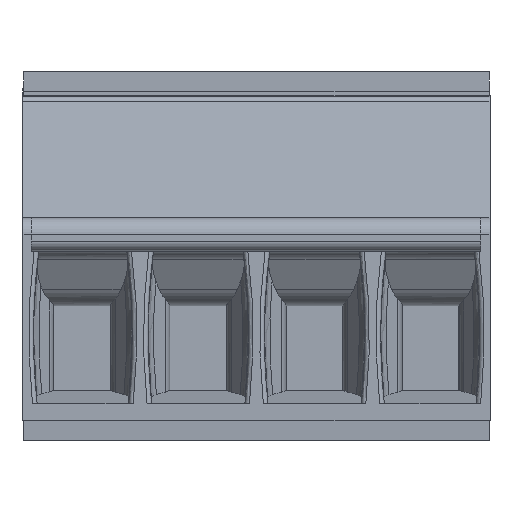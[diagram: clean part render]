
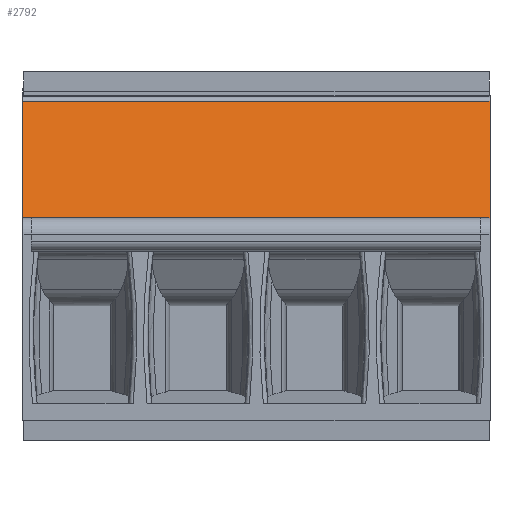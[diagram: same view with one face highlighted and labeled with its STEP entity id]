
A CAD part, front view. The second image highlights one B-rep face of the part: STEP entity #2792.
In plain terms, the highlighted planar face has unit normal (0, -0.966, 0.259).
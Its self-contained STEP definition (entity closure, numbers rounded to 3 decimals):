
#2792=ADVANCED_FACE('',(#5630),#5631,.T.);
#5630=FACE_OUTER_BOUND('',#9491,.T.);
#5631=PLANE('',#9492);
#9491=EDGE_LOOP('',(#16104,#16105,#16106,#16107));
#9492=AXIS2_PLACEMENT_3D('',#16108,#16109,#16110);
#16104=ORIENTED_EDGE('',*,*,#19466,.T.);
#16105=ORIENTED_EDGE('',*,*,#18503,.F.);
#16106=ORIENTED_EDGE('',*,*,#19467,.T.);
#16107=ORIENTED_EDGE('',*,*,#19468,.T.);
#16108=CARTESIAN_POINT('',(-3.184,0.57,6.7));
#16109=DIRECTION('',(0.,-0.966,0.259));
#16110=DIRECTION('',(-1.0,0.,0.0));
#18503=EDGE_CURVE('',#21717,#21719,#21720,.T.);
#19466=EDGE_CURVE('',#23062,#21719,#23063,.T.);
#19467=EDGE_CURVE('',#21717,#23064,#23065,.T.);
#19468=EDGE_CURVE('',#23064,#23062,#23066,.T.);
#21717=VERTEX_POINT('',#26776);
#21719=VERTEX_POINT('',#26778);
#21720=LINE('',#26779,#26780);
#23062=VERTEX_POINT('',#30499);
#23063=LINE('',#30500,#30501);
#23064=VERTEX_POINT('',#30502);
#23065=LINE('',#30503,#30504);
#23066=LINE('',#30505,#30506);
#26776=CARTESIAN_POINT('',(14.095,1.508,10.201));
#26778=CARTESIAN_POINT('',(14.095,0.57,6.7));
#26779=CARTESIAN_POINT('',(14.095,-1.064,0.6));
#26780=VECTOR('',#32809,1.0);
#30499=CARTESIAN_POINT('',(0.04,0.57,6.7));
#30500=CARTESIAN_POINT('',(-4.815,0.57,6.7));
#30501=VECTOR('',#33669,1.0);
#30502=CARTESIAN_POINT('',(0.04,1.508,10.201));
#30503=CARTESIAN_POINT('',(21.344,1.508,10.201));
#30504=VECTOR('',#33670,1.0);
#30505=CARTESIAN_POINT('',(0.04,-1.064,0.6));
#30506=VECTOR('',#33671,1.0);
#32809=DIRECTION('',(0.,-0.259,-0.966));
#33669=DIRECTION('',(1.0,0.,0.));
#33670=DIRECTION('',(-1.0,0.,0.));
#33671=DIRECTION('',(0.,-0.259,-0.966));
